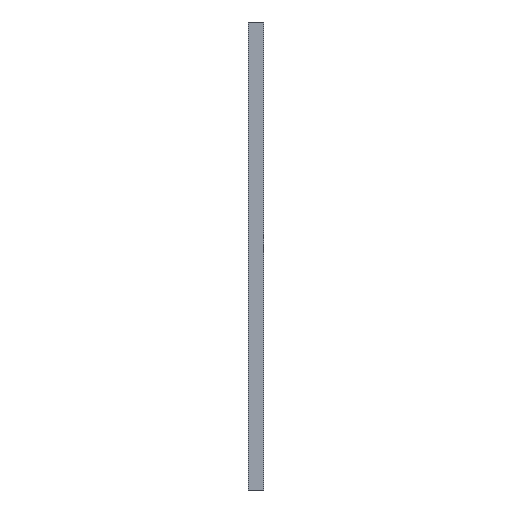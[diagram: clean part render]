
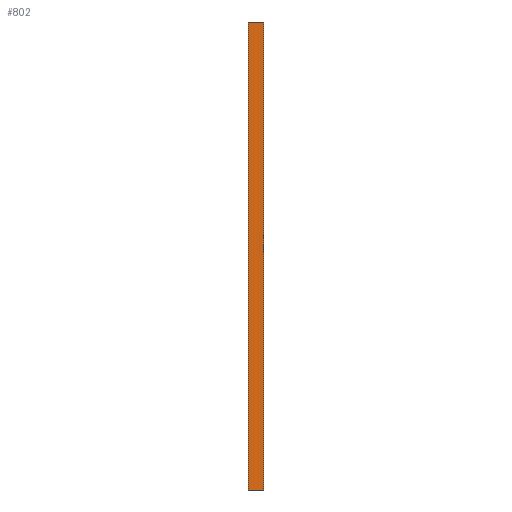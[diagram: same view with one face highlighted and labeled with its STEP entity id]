
A CAD part, left-side view. The second image highlights one B-rep face of the part: STEP entity #802.
In plain terms, the highlighted planar face has unit normal (-1, 0, 0).
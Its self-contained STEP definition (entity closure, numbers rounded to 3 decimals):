
#62=FACE_OUTER_BOUND('',#100,.T.);
#100=EDGE_LOOP('',(#647,#648,#649,#650));
#218=LINE('',#1246,#326);
#219=LINE('',#1249,#327);
#220=LINE('',#1251,#328);
#221=LINE('',#1252,#329);
#326=VECTOR('',#1026,10.);
#327=VECTOR('',#1029,10.);
#328=VECTOR('',#1030,10.);
#329=VECTOR('',#1031,10.);
#401=VERTEX_POINT('',#1242);
#402=VERTEX_POINT('',#1244);
#403=VERTEX_POINT('',#1248);
#404=VERTEX_POINT('',#1250);
#506=EDGE_CURVE('',#401,#402,#218,.T.);
#507=EDGE_CURVE('',#403,#401,#219,.T.);
#508=EDGE_CURVE('',#404,#402,#220,.T.);
#509=EDGE_CURVE('',#403,#404,#221,.T.);
#647=ORIENTED_EDGE('',*,*,#507,.T.);
#648=ORIENTED_EDGE('',*,*,#506,.T.);
#649=ORIENTED_EDGE('',*,*,#508,.F.);
#650=ORIENTED_EDGE('',*,*,#509,.F.);
#764=PLANE('',#854);
#802=ADVANCED_FACE('',(#62),#764,.T.);
#854=AXIS2_PLACEMENT_3D('',#1247,#1027,#1028);
#1026=DIRECTION('',(0.,-1.,0.));
#1027=DIRECTION('center_axis',(-1.,0.,0.));
#1028=DIRECTION('ref_axis',(0.,0.,-1.));
#1029=DIRECTION('',(0.,0.,-1.));
#1030=DIRECTION('',(0.,0.,-1.));
#1031=DIRECTION('',(0.,-1.,0.));
#1242=CARTESIAN_POINT('',(-1250.,-1123.267,114.3));
#1244=CARTESIAN_POINT('',(-1250.,-1163.267,114.3));
#1246=CARTESIAN_POINT('',(-1250.,-1123.267,114.3));
#1247=CARTESIAN_POINT('Origin',(-1250.,-1123.267,1314.3));
#1248=CARTESIAN_POINT('',(-1250.,-1123.267,1314.3));
#1249=CARTESIAN_POINT('',(-1250.,-1123.267,1314.3));
#1250=CARTESIAN_POINT('',(-1250.,-1163.267,1314.3));
#1251=CARTESIAN_POINT('',(-1250.,-1163.267,1314.3));
#1252=CARTESIAN_POINT('',(-1250.,-1123.267,1314.3));
